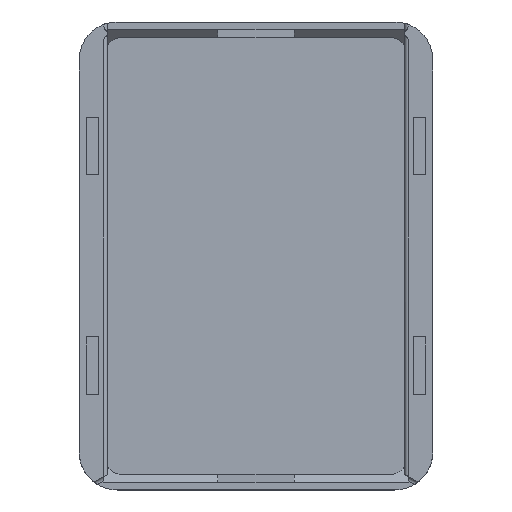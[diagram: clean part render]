
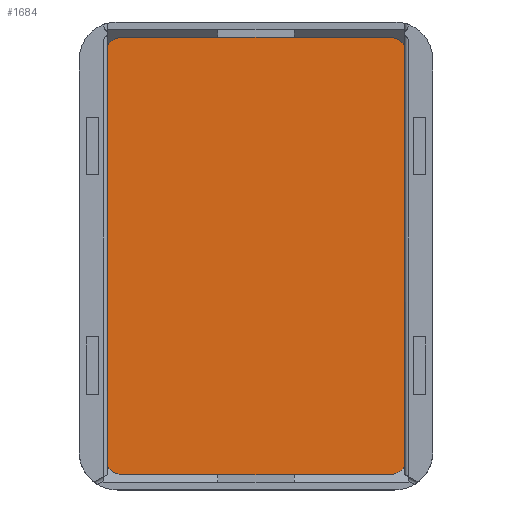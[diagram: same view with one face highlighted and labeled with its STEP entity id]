
A CAD part, top view. The second image highlights one B-rep face of the part: STEP entity #1684.
In plain terms, the highlighted planar face has unit normal (0, 0, 1).
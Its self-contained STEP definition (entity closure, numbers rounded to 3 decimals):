
#77=CIRCLE('',#1785,5.);
#78=CIRCLE('',#1790,5.);
#79=CIRCLE('',#1809,5.);
#80=CIRCLE('',#1810,5.);
#134=FACE_OUTER_BOUND('',#228,.T.);
#228=EDGE_LOOP('',(#1383,#1384,#1385,#1386,#1387,#1388,#1389,#1390));
#381=LINE('',#2668,#583);
#398=LINE('',#2727,#600);
#411=LINE('',#2756,#613);
#412=LINE('',#2759,#614);
#583=VECTOR('',#2101,1000.);
#600=VECTOR('',#2148,1000.);
#613=VECTOR('',#2165,1000.);
#614=VECTOR('',#2168,1000.);
#763=VERTEX_POINT('',#2628);
#764=VERTEX_POINT('',#2629);
#772=VERTEX_POINT('',#2652);
#773=VERTEX_POINT('',#2653);
#789=VERTEX_POINT('',#2725);
#802=VERTEX_POINT('',#2753);
#803=VERTEX_POINT('',#2755);
#804=VERTEX_POINT('',#2757);
#957=EDGE_CURVE('',#763,#764,#77,.T.);
#969=EDGE_CURVE('',#772,#773,#78,.T.);
#977=EDGE_CURVE('',#763,#773,#381,.T.);
#1000=EDGE_CURVE('',#789,#764,#398,.T.);
#1013=EDGE_CURVE('',#789,#802,#79,.T.);
#1014=EDGE_CURVE('',#802,#803,#411,.T.);
#1015=EDGE_CURVE('',#803,#804,#80,.T.);
#1016=EDGE_CURVE('',#804,#772,#412,.T.);
#1383=ORIENTED_EDGE('',*,*,#1000,.F.);
#1384=ORIENTED_EDGE('',*,*,#1013,.T.);
#1385=ORIENTED_EDGE('',*,*,#1014,.T.);
#1386=ORIENTED_EDGE('',*,*,#1015,.T.);
#1387=ORIENTED_EDGE('',*,*,#1016,.T.);
#1388=ORIENTED_EDGE('',*,*,#969,.T.);
#1389=ORIENTED_EDGE('',*,*,#977,.F.);
#1390=ORIENTED_EDGE('',*,*,#957,.T.);
#1601=PLANE('',#1808);
#1684=ADVANCED_FACE('',(#134),#1601,.T.);
#1785=AXIS2_PLACEMENT_3D('',#2630,#2069,#2070);
#1790=AXIS2_PLACEMENT_3D('',#2654,#2089,#2090);
#1808=AXIS2_PLACEMENT_3D('',#2752,#2161,#2162);
#1809=AXIS2_PLACEMENT_3D('',#2754,#2163,#2164);
#1810=AXIS2_PLACEMENT_3D('',#2758,#2166,#2167);
#2069=DIRECTION('center_axis',(0.,0.,1.));
#2070=DIRECTION('ref_axis',(-0.707,0.707,0.));
#2089=DIRECTION('center_axis',(0.,0.,1.));
#2090=DIRECTION('ref_axis',(0.707,0.707,0.));
#2101=DIRECTION('',(1.,0.,0.));
#2148=DIRECTION('',(0.,1.,0.));
#2161=DIRECTION('center_axis',(0.,0.,1.));
#2162=DIRECTION('ref_axis',(1.,0.,0.));
#2163=DIRECTION('center_axis',(0.,0.,1.));
#2164=DIRECTION('ref_axis',(-0.707,-0.707,0.));
#2165=DIRECTION('',(1.,0.,0.));
#2166=DIRECTION('center_axis',(0.,0.,1.));
#2167=DIRECTION('ref_axis',(0.707,-0.707,0.));
#2168=DIRECTION('',(0.,1.,0.));
#2628=CARTESIAN_POINT('',(-35.,-4.,1.));
#2629=CARTESIAN_POINT('',(-40.,-9.,1.));
#2630=CARTESIAN_POINT('Origin',(-35.,-9.,1.));
#2652=CARTESIAN_POINT('',(40.,-9.,1.));
#2653=CARTESIAN_POINT('',(35.,-4.,1.));
#2654=CARTESIAN_POINT('Origin',(35.,-9.,1.));
#2668=CARTESIAN_POINT('',(1.014,-4.,1.));
#2725=CARTESIAN_POINT('',(-40.,-114.,1.));
#2727=CARTESIAN_POINT('',(-40.,-120.,1.));
#2752=CARTESIAN_POINT('Origin',(0.,-63.,1.));
#2753=CARTESIAN_POINT('',(-35.,-119.,1.));
#2754=CARTESIAN_POINT('Origin',(-35.,-114.,1.));
#2755=CARTESIAN_POINT('',(35.,-119.,1.));
#2756=CARTESIAN_POINT('',(1.014,-119.,1.));
#2757=CARTESIAN_POINT('',(40.,-114.,1.));
#2758=CARTESIAN_POINT('Origin',(35.,-114.,1.));
#2759=CARTESIAN_POINT('',(40.,-120.,1.));
